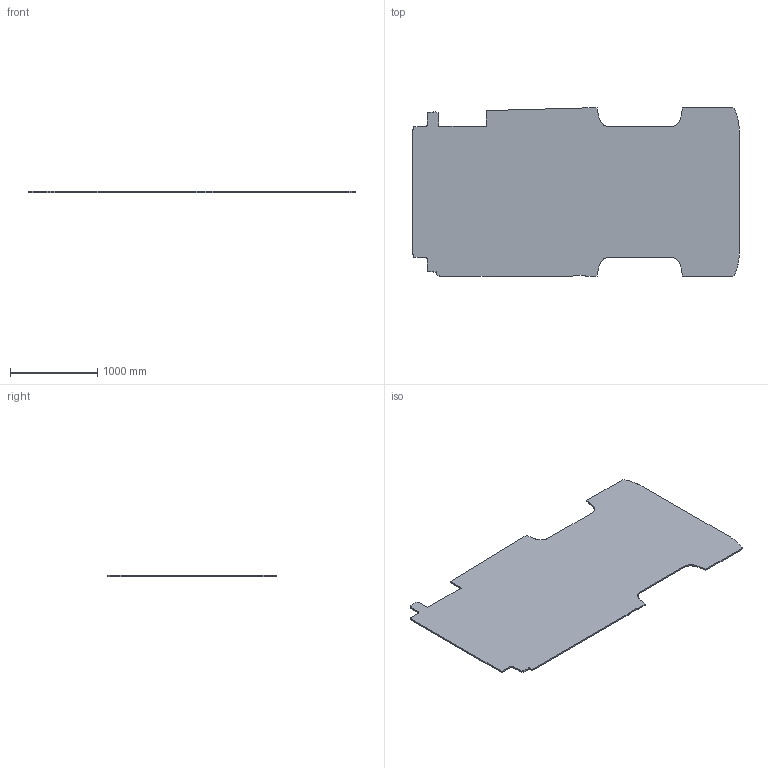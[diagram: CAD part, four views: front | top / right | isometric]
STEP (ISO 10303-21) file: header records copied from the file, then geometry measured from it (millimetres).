
FILE_DESCRIPTION(('FreeCAD Model'),'2;1');
FILE_NAME('Open CASCADE Shape Model','2025-05-04T19:32:02',('FreeCAD'),( 'FreeCAD'),'Open CASCADE STEP processor 7.6','FreeCAD','Unknown');
FILE_SCHEMA(('AUTOMOTIVE_DESIGN { 1 0 10303 214 1 1 1 1 }'));
Length unit declared in the file: millimetre
Products named in the file (1): Open CASCADE STEP translator 7.6 1
Bounding box: 3735.7 x 1928.41 x 16.37 mm (x, y, z)
Volume: 107637361.8 mm3; surface area: 13347796.5 mm2
Topology: 1 solids, 1 shells, 241 faces, 717 edges, 478 vertices
Faces by surface type: bspline 241
Entity records: 7204 total; most frequent: CARTESIAN_POINT 2877, ORIENTED_EDGE 1434, EDGE_CURVE 717, B_SPLINE_CURVE_WITH_KNOTS 717, VERTEX_POINT 478, ADVANCED_FACE 241, FACE_BOUND 241, EDGE_LOOP 241
